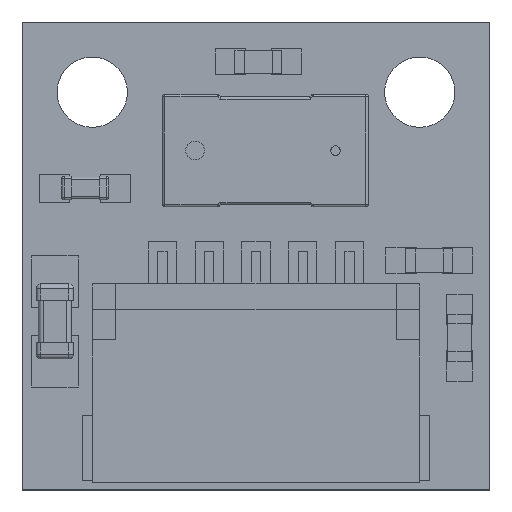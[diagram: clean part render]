
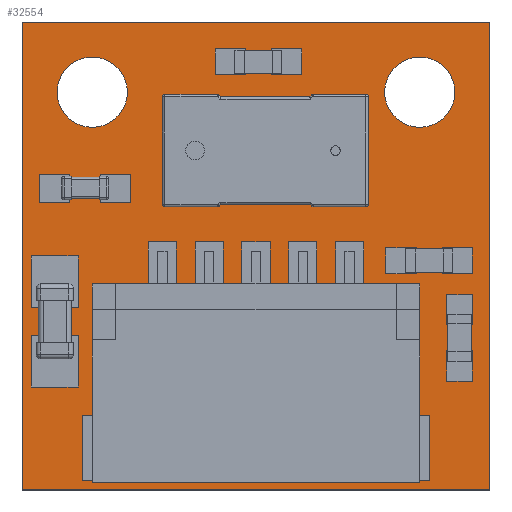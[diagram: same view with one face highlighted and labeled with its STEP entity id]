
A CAD part, top view. The second image highlights one B-rep face of the part: STEP entity #32554.
In plain terms, the highlighted planar face has unit normal (0, 0, 1).
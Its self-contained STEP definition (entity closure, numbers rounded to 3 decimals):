
#32078 = VERTEX_POINT('',#32079);
#32079 = CARTESIAN_POINT('',(15.,10.,0.6));
#32086 = PLANE('',#32087);
#32087 = AXIS2_PLACEMENT_3D('',#32088,#32089,#32090);
#32088 = CARTESIAN_POINT('',(15.,10.,0.));
#32089 = DIRECTION('',(0.,1.,0.));
#32090 = DIRECTION('',(1.,0.,0.));
#32098 = PLANE('',#32099);
#32099 = AXIS2_PLACEMENT_3D('',#32100,#32101,#32102);
#32100 = CARTESIAN_POINT('',(15.,20.,0.));
#32101 = DIRECTION('',(1.,0.,0.));
#32102 = DIRECTION('',(0.,-1.,0.));
#32110 = EDGE_CURVE('',#32078,#32111,#32113,.T.);
#32111 = VERTEX_POINT('',#32112);
#32112 = CARTESIAN_POINT('',(25.,10.,0.6));
#32113 = SURFACE_CURVE('',#32114,(#32118,#32125),.PCURVE_S1.);
#32114 = LINE('',#32115,#32116);
#32115 = CARTESIAN_POINT('',(15.,10.,0.6));
#32116 = VECTOR('',#32117,1.);
#32117 = DIRECTION('',(1.,0.,0.));
#32118 = PCURVE('',#32086,#32119);
#32119 = DEFINITIONAL_REPRESENTATION('',(#32120),#32124);
#32120 = LINE('',#32121,#32122);
#32121 = CARTESIAN_POINT('',(0.,-0.6));
#32122 = VECTOR('',#32123,1.);
#32123 = DIRECTION('',(1.,0.));
#32124 = ( GEOMETRIC_REPRESENTATION_CONTEXT(2) 
PARAMETRIC_REPRESENTATION_CONTEXT() REPRESENTATION_CONTEXT('2D SPACE',''
  ) );
#32125 = PCURVE('',#32126,#32131);
#32126 = PLANE('',#32127);
#32127 = AXIS2_PLACEMENT_3D('',#32128,#32129,#32130);
#32128 = CARTESIAN_POINT('',(20.,15.,0.6));
#32129 = DIRECTION('',(0.,0.,1.));
#32130 = DIRECTION('',(1.,0.,-0.));
#32131 = DEFINITIONAL_REPRESENTATION('',(#32132),#32136);
#32132 = LINE('',#32133,#32134);
#32133 = CARTESIAN_POINT('',(-5.,-5.));
#32134 = VECTOR('',#32135,1.);
#32135 = DIRECTION('',(1.,0.));
#32136 = ( GEOMETRIC_REPRESENTATION_CONTEXT(2) 
PARAMETRIC_REPRESENTATION_CONTEXT() REPRESENTATION_CONTEXT('2D SPACE',''
  ) );
#32154 = PLANE('',#32155);
#32155 = AXIS2_PLACEMENT_3D('',#32156,#32157,#32158);
#32156 = CARTESIAN_POINT('',(25.,10.,0.));
#32157 = DIRECTION('',(-1.,0.,0.));
#32158 = DIRECTION('',(0.,1.,0.));
#32198 = VERTEX_POINT('',#32199);
#32199 = CARTESIAN_POINT('',(15.,20.,0.6));
#32213 = PLANE('',#32214);
#32214 = AXIS2_PLACEMENT_3D('',#32215,#32216,#32217);
#32215 = CARTESIAN_POINT('',(25.,20.,0.));
#32216 = DIRECTION('',(0.,-1.,0.));
#32217 = DIRECTION('',(-1.,0.,0.));
#32225 = EDGE_CURVE('',#32198,#32078,#32226,.T.);
#32226 = SURFACE_CURVE('',#32227,(#32231,#32238),.PCURVE_S1.);
#32227 = LINE('',#32228,#32229);
#32228 = CARTESIAN_POINT('',(15.,20.,0.6));
#32229 = VECTOR('',#32230,1.);
#32230 = DIRECTION('',(0.,-1.,0.));
#32231 = PCURVE('',#32098,#32232);
#32232 = DEFINITIONAL_REPRESENTATION('',(#32233),#32237);
#32233 = LINE('',#32234,#32235);
#32234 = CARTESIAN_POINT('',(0.,-0.6));
#32235 = VECTOR('',#32236,1.);
#32236 = DIRECTION('',(1.,0.));
#32237 = ( GEOMETRIC_REPRESENTATION_CONTEXT(2) 
PARAMETRIC_REPRESENTATION_CONTEXT() REPRESENTATION_CONTEXT('2D SPACE',''
  ) );
#32238 = PCURVE('',#32126,#32239);
#32239 = DEFINITIONAL_REPRESENTATION('',(#32240),#32244);
#32240 = LINE('',#32241,#32242);
#32241 = CARTESIAN_POINT('',(-5.,5.));
#32242 = VECTOR('',#32243,1.);
#32243 = DIRECTION('',(0.,-1.));
#32244 = ( GEOMETRIC_REPRESENTATION_CONTEXT(2) 
PARAMETRIC_REPRESENTATION_CONTEXT() REPRESENTATION_CONTEXT('2D SPACE',''
  ) );
#32272 = EDGE_CURVE('',#32111,#32273,#32275,.T.);
#32273 = VERTEX_POINT('',#32274);
#32274 = CARTESIAN_POINT('',(25.,20.,0.6));
#32275 = SURFACE_CURVE('',#32276,(#32280,#32287),.PCURVE_S1.);
#32276 = LINE('',#32277,#32278);
#32277 = CARTESIAN_POINT('',(25.,10.,0.6));
#32278 = VECTOR('',#32279,1.);
#32279 = DIRECTION('',(0.,1.,0.));
#32280 = PCURVE('',#32154,#32281);
#32281 = DEFINITIONAL_REPRESENTATION('',(#32282),#32286);
#32282 = LINE('',#32283,#32284);
#32283 = CARTESIAN_POINT('',(0.,-0.6));
#32284 = VECTOR('',#32285,1.);
#32285 = DIRECTION('',(1.,0.));
#32286 = ( GEOMETRIC_REPRESENTATION_CONTEXT(2) 
PARAMETRIC_REPRESENTATION_CONTEXT() REPRESENTATION_CONTEXT('2D SPACE',''
  ) );
#32287 = PCURVE('',#32126,#32288);
#32288 = DEFINITIONAL_REPRESENTATION('',(#32289),#32293);
#32289 = LINE('',#32290,#32291);
#32290 = CARTESIAN_POINT('',(5.,-5.));
#32291 = VECTOR('',#32292,1.);
#32292 = DIRECTION('',(0.,1.));
#32293 = ( GEOMETRIC_REPRESENTATION_CONTEXT(2) 
PARAMETRIC_REPRESENTATION_CONTEXT() REPRESENTATION_CONTEXT('2D SPACE',''
  ) );
#32343 = EDGE_CURVE('',#32273,#32198,#32344,.T.);
#32344 = SURFACE_CURVE('',#32345,(#32349,#32356),.PCURVE_S1.);
#32345 = LINE('',#32346,#32347);
#32346 = CARTESIAN_POINT('',(25.,20.,0.6));
#32347 = VECTOR('',#32348,1.);
#32348 = DIRECTION('',(-1.,0.,0.));
#32349 = PCURVE('',#32213,#32350);
#32350 = DEFINITIONAL_REPRESENTATION('',(#32351),#32355);
#32351 = LINE('',#32352,#32353);
#32352 = CARTESIAN_POINT('',(0.,-0.6));
#32353 = VECTOR('',#32354,1.);
#32354 = DIRECTION('',(1.,0.));
#32355 = ( GEOMETRIC_REPRESENTATION_CONTEXT(2) 
PARAMETRIC_REPRESENTATION_CONTEXT() REPRESENTATION_CONTEXT('2D SPACE',''
  ) );
#32356 = PCURVE('',#32126,#32357);
#32357 = DEFINITIONAL_REPRESENTATION('',(#32358),#32362);
#32358 = LINE('',#32359,#32360);
#32359 = CARTESIAN_POINT('',(5.,5.));
#32360 = VECTOR('',#32361,1.);
#32361 = DIRECTION('',(-1.,0.));
#32362 = ( GEOMETRIC_REPRESENTATION_CONTEXT(2) 
PARAMETRIC_REPRESENTATION_CONTEXT() REPRESENTATION_CONTEXT('2D SPACE',''
  ) );
#32399 = CYLINDRICAL_SURFACE('',#32400,0.751);
#32400 = AXIS2_PLACEMENT_3D('',#32401,#32402,#32403);
#32401 = CARTESIAN_POINT('',(16.5,18.5,0.));
#32402 = DIRECTION('',(-0.,-0.,-1.));
#32403 = DIRECTION('',(1.,0.,0.));
#32419 = VERTEX_POINT('',#32420);
#32420 = CARTESIAN_POINT('',(17.251,18.5,0.6));
#32441 = EDGE_CURVE('',#32419,#32419,#32442,.T.);
#32442 = SURFACE_CURVE('',#32443,(#32448,#32455),.PCURVE_S1.);
#32443 = CIRCLE('',#32444,0.751);
#32444 = AXIS2_PLACEMENT_3D('',#32445,#32446,#32447);
#32445 = CARTESIAN_POINT('',(16.5,18.5,0.6));
#32446 = DIRECTION('',(0.,0.,1.));
#32447 = DIRECTION('',(1.,0.,-0.));
#32448 = PCURVE('',#32399,#32449);
#32449 = DEFINITIONAL_REPRESENTATION('',(#32450),#32454);
#32450 = LINE('',#32451,#32452);
#32451 = CARTESIAN_POINT('',(6.283,-0.6));
#32452 = VECTOR('',#32453,1.);
#32453 = DIRECTION('',(-1.,0.));
#32454 = ( GEOMETRIC_REPRESENTATION_CONTEXT(2) 
PARAMETRIC_REPRESENTATION_CONTEXT() REPRESENTATION_CONTEXT('2D SPACE',''
  ) );
#32455 = PCURVE('',#32126,#32456);
#32456 = DEFINITIONAL_REPRESENTATION('',(#32457),#32461);
#32457 = CIRCLE('',#32458,0.751);
#32458 = AXIS2_PLACEMENT_2D('',#32459,#32460);
#32459 = CARTESIAN_POINT('',(-3.5,3.5));
#32460 = DIRECTION('',(1.,0.));
#32461 = ( GEOMETRIC_REPRESENTATION_CONTEXT(2) 
PARAMETRIC_REPRESENTATION_CONTEXT() REPRESENTATION_CONTEXT('2D SPACE',''
  ) );
#32477 = CYLINDRICAL_SURFACE('',#32478,0.751);
#32478 = AXIS2_PLACEMENT_3D('',#32479,#32480,#32481);
#32479 = CARTESIAN_POINT('',(23.5,18.5,0.));
#32480 = DIRECTION('',(-0.,-0.,-1.));
#32481 = DIRECTION('',(1.,0.,0.));
#32497 = VERTEX_POINT('',#32498);
#32498 = CARTESIAN_POINT('',(24.251,18.5,0.6));
#32519 = EDGE_CURVE('',#32497,#32497,#32520,.T.);
#32520 = SURFACE_CURVE('',#32521,(#32526,#32533),.PCURVE_S1.);
#32521 = CIRCLE('',#32522,0.751);
#32522 = AXIS2_PLACEMENT_3D('',#32523,#32524,#32525);
#32523 = CARTESIAN_POINT('',(23.5,18.5,0.6));
#32524 = DIRECTION('',(0.,0.,1.));
#32525 = DIRECTION('',(1.,0.,-0.));
#32526 = PCURVE('',#32477,#32527);
#32527 = DEFINITIONAL_REPRESENTATION('',(#32528),#32532);
#32528 = LINE('',#32529,#32530);
#32529 = CARTESIAN_POINT('',(6.283,-0.6));
#32530 = VECTOR('',#32531,1.);
#32531 = DIRECTION('',(-1.,0.));
#32532 = ( GEOMETRIC_REPRESENTATION_CONTEXT(2) 
PARAMETRIC_REPRESENTATION_CONTEXT() REPRESENTATION_CONTEXT('2D SPACE',''
  ) );
#32533 = PCURVE('',#32126,#32534);
#32534 = DEFINITIONAL_REPRESENTATION('',(#32535),#32539);
#32535 = CIRCLE('',#32536,0.751);
#32536 = AXIS2_PLACEMENT_2D('',#32537,#32538);
#32537 = CARTESIAN_POINT('',(3.5,3.5));
#32538 = DIRECTION('',(1.,0.));
#32539 = ( GEOMETRIC_REPRESENTATION_CONTEXT(2) 
PARAMETRIC_REPRESENTATION_CONTEXT() REPRESENTATION_CONTEXT('2D SPACE',''
  ) );
#32554 = ADVANCED_FACE('',(#32555,#32561,#32564),#32126,.T.);
#32555 = FACE_BOUND('',#32556,.T.);
#32556 = EDGE_LOOP('',(#32557,#32558,#32559,#32560));
#32557 = ORIENTED_EDGE('',*,*,#32110,.T.);
#32558 = ORIENTED_EDGE('',*,*,#32272,.T.);
#32559 = ORIENTED_EDGE('',*,*,#32343,.T.);
#32560 = ORIENTED_EDGE('',*,*,#32225,.T.);
#32561 = FACE_BOUND('',#32562,.T.);
#32562 = EDGE_LOOP('',(#32563));
#32563 = ORIENTED_EDGE('',*,*,#32441,.F.);
#32564 = FACE_BOUND('',#32565,.T.);
#32565 = EDGE_LOOP('',(#32566));
#32566 = ORIENTED_EDGE('',*,*,#32519,.F.);
